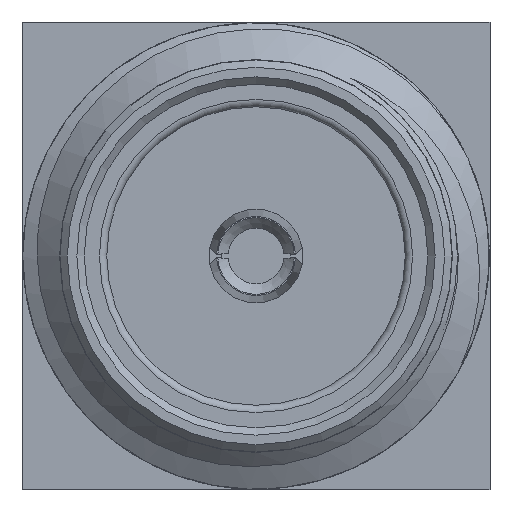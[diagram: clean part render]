
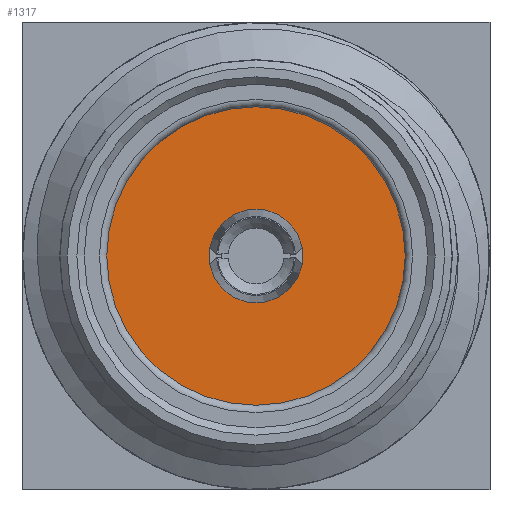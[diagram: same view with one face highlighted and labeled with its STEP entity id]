
A CAD part, front view. The second image highlights one B-rep face of the part: STEP entity #1317.
In plain terms, the highlighted planar face has unit normal (0, -1, 0).
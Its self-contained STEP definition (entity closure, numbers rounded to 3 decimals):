
#203=PLANE('',#1479);
#276=CIRCLE('',#1476,2.025);
#278=CIRCLE('',#1480,0.635);
#515=ORIENTED_EDGE('',*,*,#748,.T.);
#516=ORIENTED_EDGE('',*,*,#746,.F.);
#746=EDGE_CURVE('',#886,#886,#276,.T.);
#748=EDGE_CURVE('',#888,#888,#278,.T.);
#886=VERTEX_POINT('',#2915);
#888=VERTEX_POINT('',#2921);
#1041=EDGE_LOOP('',(#515));
#1042=EDGE_LOOP('',(#516));
#1192=FACE_BOUND('',#1041,.T.);
#1193=FACE_BOUND('',#1042,.T.);
#1317=ADVANCED_FACE('',(#1192,#1193),#203,.F.);
#1476=AXIS2_PLACEMENT_3D('',#2914,#1773,#1774);
#1479=AXIS2_PLACEMENT_3D('',#2919,#1779,#1780);
#1480=AXIS2_PLACEMENT_3D('',#2920,#1781,#1782);
#1773=DIRECTION('',(0.,1.,0.));
#1774=DIRECTION('',(1.,0.,0.));
#1779=DIRECTION('',(0.,1.,0.));
#1780=DIRECTION('',(0.,0.,1.));
#1781=DIRECTION('',(0.,1.,0.));
#1782=DIRECTION('',(1.,0.,0.));
#2914=CARTESIAN_POINT('',(0.,0.,0.));
#2915=CARTESIAN_POINT('',(2.025,0.,0.));
#2919=CARTESIAN_POINT('',(0.,0.,0.));
#2920=CARTESIAN_POINT('',(0.,0.,0.));
#2921=CARTESIAN_POINT('',(0.635,0.,0.));
